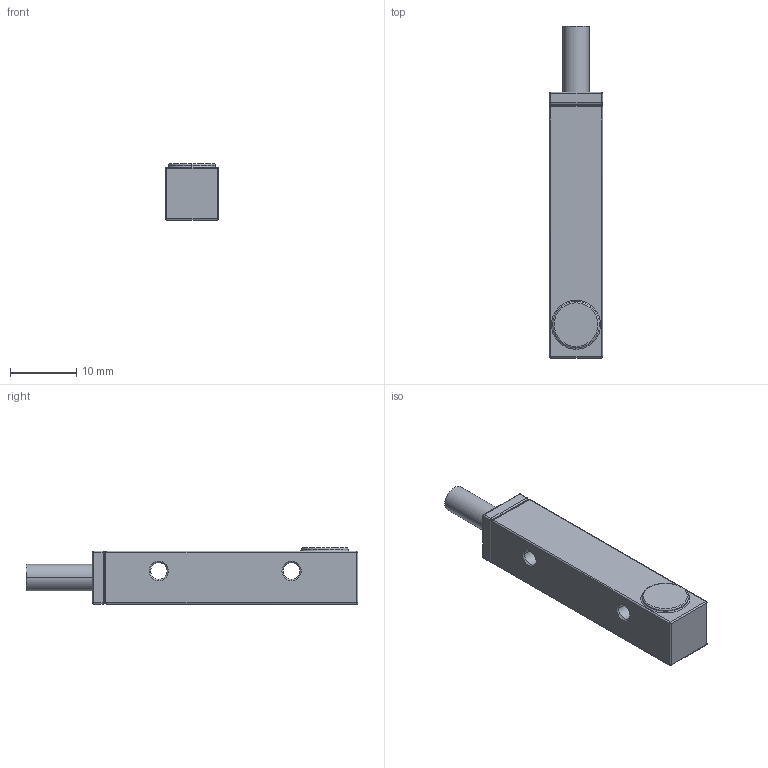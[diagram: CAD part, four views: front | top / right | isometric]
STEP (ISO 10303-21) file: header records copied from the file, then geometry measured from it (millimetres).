
FILE_DESCRIPTION((''),'2;1');
FILE_NAME('F41A_E000215A','2007-03-08T',('Pepperl+Fuchs'),('Industriehansa'),'PRO/ENGINEER BY PARAMETRIC TECHNOLOGY CORPORATION, 2005290','PRO/ENGINEER BY PARAMETRIC TECHNOLOGY CORPORATION, 2005290','');
FILE_SCHEMA(('AUTOMOTIVE_DESIGN_CC2 { 1 2 10303 214 -1 1 5 2 }'));
Length unit declared in the file: millimetre
Products named in the file (1): F41A_E000215A
Bounding box: 8 x 50 x 8.5 mm (x, y, z)
Volume: 2620.4 mm3; surface area: 1649.3 mm2
Topology: 1 solids, 1 shells, 72 faces, 198 edges, 136 vertices
Faces by surface type: cylinder 30, plane 18, sphere 12, cone 8, torus 4
Entity records: 2939 total; most frequent: DIRECTION 424, CARTESIAN_POINT 383, ORIENTED_EDGE 292, PRESENTATION_STYLE_ASSIGNMENT 214, STYLED_ITEM 211, CURVE_STYLE 204, AXIS2_PLACEMENT_3D 157, EDGE_CURVE 146
